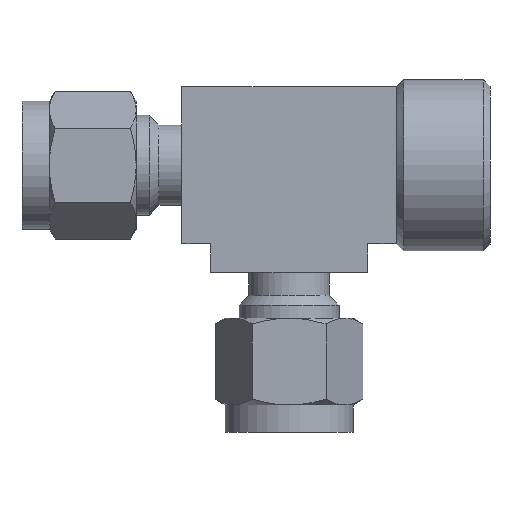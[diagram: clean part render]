
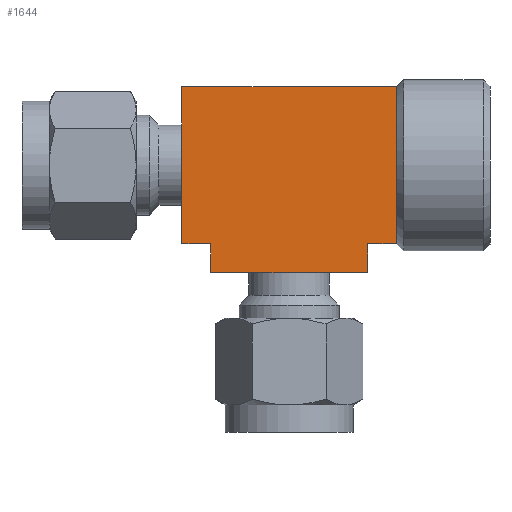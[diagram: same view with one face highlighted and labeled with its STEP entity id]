
A CAD part, front view. The second image highlights one B-rep face of the part: STEP entity #1644.
In plain terms, the highlighted planar face has unit normal (0, -1, 0).
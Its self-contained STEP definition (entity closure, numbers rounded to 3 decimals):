
#1369=CARTESIAN_POINT('POINT83',(17.78,-8.731,8.731))
   ;
#1370=VERTEX_POINT('VERTEX83',#1369);
#1371=CARTESIAN_POINT('POINT84',(17.78,-8.731,-8.731)
   );
#1372=VERTEX_POINT('VERTEX84',#1371);
#1373=CARTESIAN_POINT('POS85',(17.78,-8.731,8.731));
#1374=DIRECTION('DIR131',(0.,0.,
   -1.));
#1375=VECTOR('VEC39',#1374,25.4);
#1376=LINE('STRAIGHT39',#1373,#1375);
#1377=EDGE_CURVE('EDGE145',#1370,#1372,#1376,.T.);
#1415=CARTESIAN_POINT('POINT88',(20.987,-8.731,
   -8.731));
#1416=VERTEX_POINT('VERTEX88',#1415);
#1423=CARTESIAN_POINT('POS91',(17.78,-8.731,-8.731));
#1424=DIRECTION('DIR138',(1.,0.,
   0.));
#1425=VECTOR('VEC44',#1424,25.4);
#1426=LINE('STRAIGHT44',#1423,#1425);
#1427=EDGE_CURVE('EDGE150',#1372,#1416,#1426,.T.);
#1453=CARTESIAN_POINT('POINT90',(20.987,-8.731,
   -11.938));
#1454=VERTEX_POINT('VERTEX90',#1453);
#1461=CARTESIAN_POINT('POS96',(20.987,-8.731,0.));
#1462=DIRECTION('DIR144',(0.,0.,-1.));
#1463=VECTOR('VEC48',#1462,25.4);
#1464=LINE('STRAIGHT48',#1461,#1463);
#1465=EDGE_CURVE('EDGE154',#1416,#1454,#1464,.T.);
#1475=CARTESIAN_POINT('POINT91',(38.449,-8.731,
   -11.938));
#1476=VERTEX_POINT('VERTEX91',#1475);
#1477=CARTESIAN_POINT('POS98',(20.987,-8.731,-11.938)
   );
#1478=DIRECTION('DIR147',(1.,0.,0.));
#1479=VECTOR('VEC49',#1478,25.4);
#1480=LINE('STRAIGHT49',#1477,#1479);
#1481=EDGE_CURVE('EDGE155',#1454,#1476,#1480,.T.);
#1519=CARTESIAN_POINT('POINT94',(38.449,-8.731,
   -8.731));
#1520=VERTEX_POINT('VERTEX94',#1519);
#1527=CARTESIAN_POINT('POS104',(38.449,-8.731,0.));
#1528=DIRECTION('DIR154',(0.,0.,-1.));
#1529=VECTOR('VEC54',#1528,25.4);
#1530=LINE('STRAIGHT54',#1527,#1529);
#1531=EDGE_CURVE('EDGE160',#1520,#1476,#1530,.T.);
#1606=CARTESIAN_POINT('POINT99',(41.656,-8.731,-8.731
   ));
#1607=VERTEX_POINT('VERTEX99',#1606);
#1608=EDGE_CURVE('EDGE167',#1520,#1607,#1426,.T.);
#1609=ORIENTED_EDGE('COEDGE317',*,*,#1608,.T.);
#1610=CARTESIAN_POINT('POINT100',(41.656,-8.731,0.));
#1611=VERTEX_POINT('VERTEX100',#1610);
#1612=CARTESIAN_POINT('POS112',(41.656,-8.731,8.731))
   ;
#1613=DIRECTION('DIR167',(0.,0.,
   1.));
#1614=VECTOR('VEC57',#1613,25.4);
#1615=LINE('STRAIGHT57',#1612,#1614);
#1616=EDGE_CURVE('EDGE168',#1607,#1611,#1615,.T.);
#1617=ORIENTED_EDGE('COEDGE318',*,*,#1616,.T.);
#1618=CARTESIAN_POINT('POINT101',(41.656,-8.731,8.731
   ));
#1619=VERTEX_POINT('VERTEX101',#1618);
#1620=CARTESIAN_POINT('POS113',(41.656,-8.731,-1.984
   ));
#1621=DIRECTION('DIR168',(0.,0.,-1.));
#1622=VECTOR('VEC58',#1621,25.4);
#1623=LINE('STRAIGHT58',#1620,#1622);
#1624=EDGE_CURVE('EDGE169',#1619,#1611,#1623,.T.);
#1625=ORIENTED_EDGE('COEDGE319',*,*,#1624,.F.);
#1626=CARTESIAN_POINT('POS114',(17.78,-8.731,8.731));
#1627=DIRECTION('DIR169',(1.,0.,
   0.));
#1628=VECTOR('VEC59',#1627,25.4);
#1629=LINE('STRAIGHT59',#1626,#1628);
#1630=EDGE_CURVE('EDGE170',#1370,#1619,#1629,.T.);
#1631=ORIENTED_EDGE('COEDGE320',*,*,#1630,.F.);
#1632=ORIENTED_EDGE('COEDGE321',*,*,#1377,.T.);
#1633=ORIENTED_EDGE('COEDGE322',*,*,#1427,.T.);
#1634=ORIENTED_EDGE('COEDGE323',*,*,#1465,.T.);
#1635=ORIENTED_EDGE('COEDGE324',*,*,#1481,.T.);
#1636=ORIENTED_EDGE('COEDGE325',*,*,#1531,.F.);
#1637=EDGE_LOOP('NONE',(#1609,#1617,#1625,#1631,#1632,#1633,#1634,#1635,
   #1636));
#1638=FACE_BOUND('LOOP1',#1637,.T.);
#1639=CARTESIAN_POINT('POS115',(17.78,-8.731,-8.731))
   ;
#1640=DIRECTION('DIR170',(0.,-1.,0.));
#1641=DIRECTION('DIR171',(1.,0.,0.));
#1642=AXIS2_PLACEMENT_3D('AXIS56',#1639,#1640,#1641);
#1643=PLANE('PLANE23',#1642);
#1644=ADVANCED_FACE('FACE75',(#1638),#1643,.T.);
